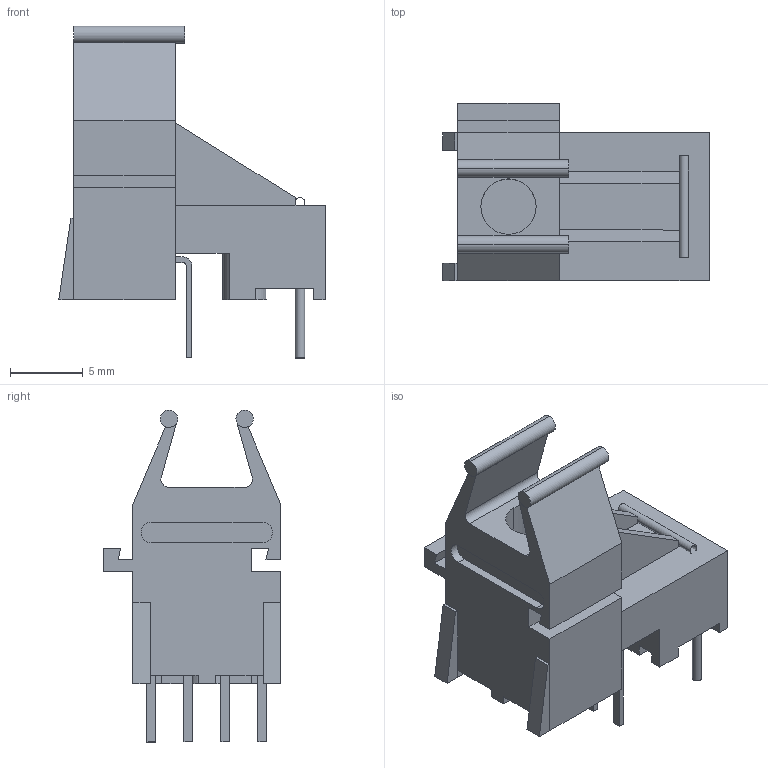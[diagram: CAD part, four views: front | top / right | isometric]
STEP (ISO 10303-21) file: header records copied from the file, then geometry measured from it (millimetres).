
FILE_DESCRIPTION((''),'2;1');
FILE_NAME('HFBR-x53x.stp','2011-12-05T11:17:32',(''),(''),'Mechanical Desktop 2011','Mechanical Desktop 2011',', , ');
FILE_SCHEMA(('AUTOMOTIVE_DESIGN { 1 2 10303 214 1 1 1 1 }'));
Length unit declared in the file: millimetre
Products named in the file (1): Product
Bounding box: 18.29 x 12.19 x 22.8 mm (x, y, z)
Volume: 1352.4 mm3; surface area: 1857.7 mm2
Topology: 15 solids, 15 shells, 163 faces, 420 edges, 314 vertices
Faces by surface type: plane 123, cylinder 30, bspline 10
Entity records: 5069 total; most frequent: CARTESIAN_POINT 1048, DIRECTION 790, ORIENTED_EDGE 772, EDGE_CURVE 386, VECTOR 350, LINE 350, VERTEX_POINT 256, AXIS2_PLACEMENT_3D 220
